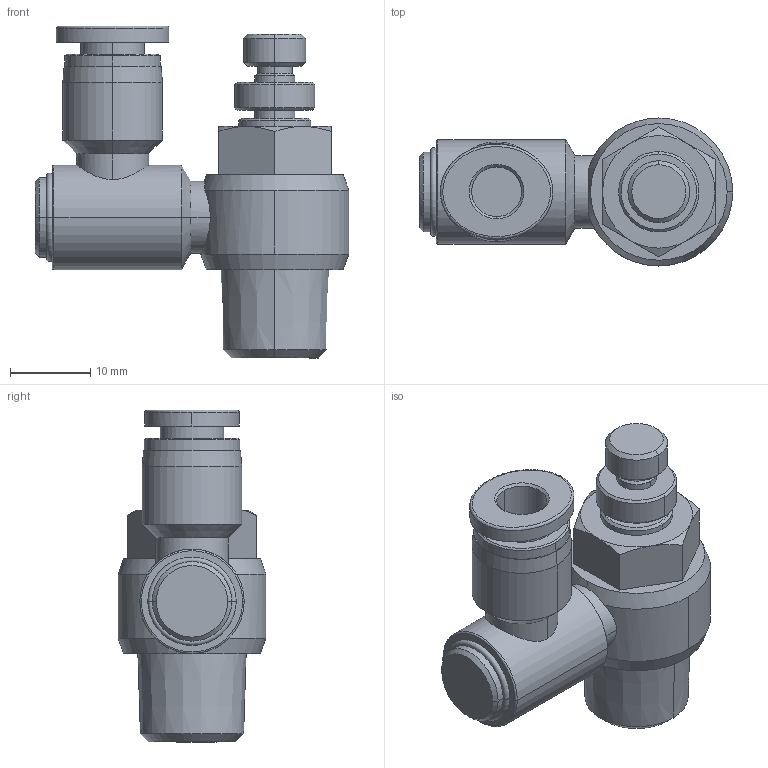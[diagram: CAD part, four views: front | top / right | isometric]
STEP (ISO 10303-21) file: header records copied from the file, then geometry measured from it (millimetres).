
FILE_DESCRIPTION((''),'2;1');
FILE_NAME('NSS 0602.stp','2017-07-22T11:41:43',(''),(''),'Mechanical Desktop 2009','Mechanical Desktop 2009',', , ');
FILE_SCHEMA(('CONFIG_CONTROL_DESIGN'));
Length unit declared in the file: millimetre
Products named in the file (2): NSS 0602; PART1
Assembly tree (1 placements, depth 2):
  NSS 0602
    PART1
Bounding box: 39 x 18.4 x 41.3 mm (x, y, z)
Volume: 9973.3 mm3; surface area: 4514.5 mm2
Topology: 1 solids, 1 shells, 111 faces, 234 edges, 140 vertices
Faces by surface type: cone 40, cylinder 36, plane 26, torus 6, bspline 3
Entity records: 3401 total; most frequent: CARTESIAN_POINT 870, DIRECTION 560, ORIENTED_EDGE 468, AXIS2_PLACEMENT_3D 238, EDGE_CURVE 234, VERTEX_POINT 140, EDGE_LOOP 128, CIRCLE 126
